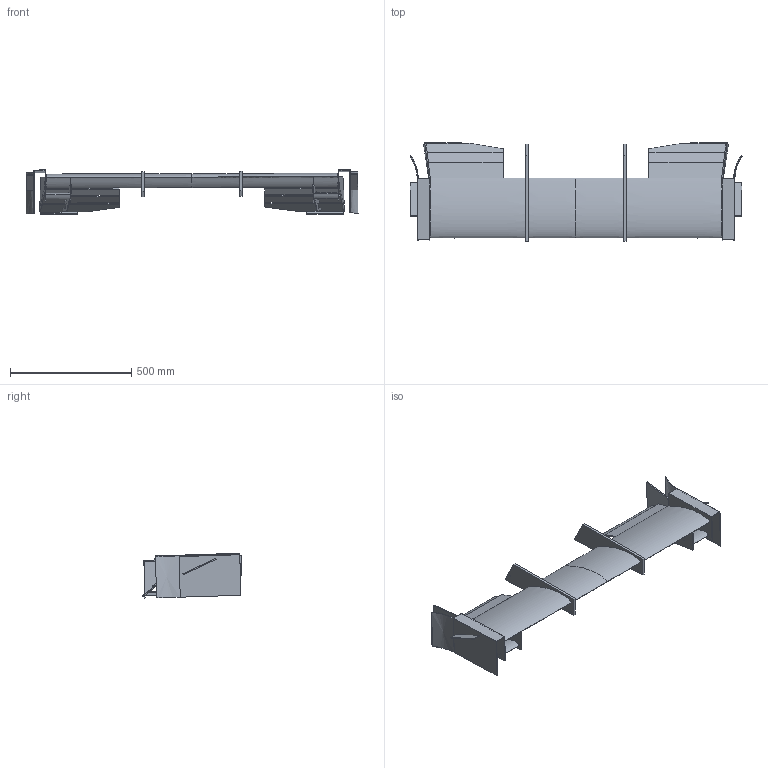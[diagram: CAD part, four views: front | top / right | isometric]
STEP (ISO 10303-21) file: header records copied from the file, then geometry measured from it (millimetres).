
FILE_DESCRIPTION(('CATIA V5 STEP Exchange'),'2;1');
FILE_NAME('frontwing.stp','2018-11-22T02:44:36+00:00',('none'),('none'),'CATIA Version 5 Release 17 (IN-10)','CATIA V5 STEP AP203','none');
FILE_SCHEMA(('CONFIG_CONTROL_DESIGN'));
Length unit declared in the file: millimetre
Products named in the file (1): frontwing
Assembly tree (12 placements, depth 2):
  frontwing
    #56
    #2503
    #2873
    #6281
    #6860
    #9307
    #9677
    #13085
    #13664
    #15166
    #16668
    #19257
Bounding box: 1366.35 x 403.8 x 187.03 mm (x, y, z)
Volume: 6730590.6 mm3; surface area: 1616490.6 mm2
Topology: 14 solids, 14 shells, 200 faces, 468 edges, 300 vertices
Faces by surface type: plane 162, cylinder 20, bspline 14, extrusion 4
Entity records: 21813 total; most frequent: CARTESIAN_POINT 17184, ORIENTED_EDGE 936, DIRECTION 786, EDGE_CURVE 468, VECTOR 384, LINE 380, VERTEX_POINT 300, EDGE_LOOP 216
